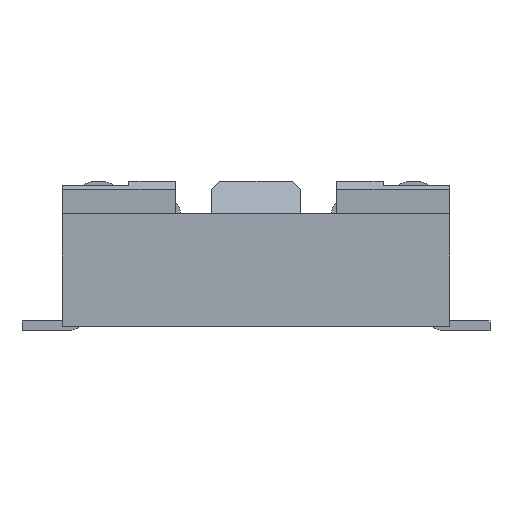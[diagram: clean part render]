
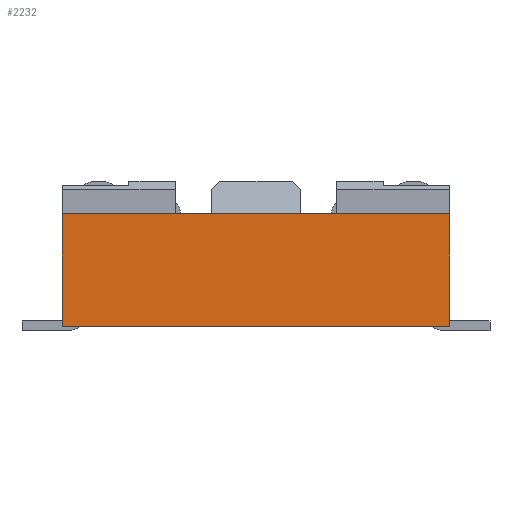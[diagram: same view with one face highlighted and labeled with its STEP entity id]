
A CAD part, left-side view. The second image highlights one B-rep face of the part: STEP entity #2232.
In plain terms, the highlighted planar face has unit normal (-1, 0, 0).
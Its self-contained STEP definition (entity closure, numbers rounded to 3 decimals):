
#400 = ORIENTED_EDGE ( 'NONE', *, *, #8886, .F. ) ;
#401 = ORIENTED_EDGE ( 'NONE', *, *, #8934, .F. ) ;
#402 = ORIENTED_EDGE ( 'NONE', *, *, #9044, .T. ) ;
#403 = ORIENTED_EDGE ( 'NONE', *, *, #8956, .T. ) ;
#1301 = CARTESIAN_POINT ( 'NONE',  ( -4., -2.4, 1.45 ) ) ;
#1302 = DIRECTION ( 'NONE',  ( 0., 1., 0. ) ) ;
#1736 = LINE ( 'NONE', #8257, #1738 ) ;
#1738 = VECTOR ( 'NONE', #8258, 1000. ) ;
#2232 = ADVANCED_FACE ( 'NONE', ( #6724 ), #6207, .T. ) ;
#4042 = CARTESIAN_POINT ( 'NONE',  ( -4., -2.4, 1.45 ) ) ;
#4043 = DIRECTION ( 'NONE',  ( 0., 0., -1. ) ) ;
#4086 = CARTESIAN_POINT ( 'NONE',  ( -4., 2.4, 1.45 ) ) ;
#4087 = DIRECTION ( 'NONE',  ( 0., 0., -1. ) ) ;
#6207 = PLANE ( 'NONE',  #9266 ) ;
#6208 = CARTESIAN_POINT ( 'NONE',  ( -4., -2.4, 1.45 ) ) ;
#6209 = DIRECTION ( 'NONE',  ( -1., 0., 0. ) ) ;
#6210 = DIRECTION ( 'NONE',  ( 0., -1., 0. ) ) ;
#6724 = FACE_OUTER_BOUND ( 'NONE', #8012, .T. ) ;
#7274 = LINE ( 'NONE', #4042, #7275 ) ;
#7275 = VECTOR ( 'NONE', #4043, 1000. ) ;
#7318 = LINE ( 'NONE', #4086, #7319 ) ;
#7319 = VECTOR ( 'NONE', #4087, 1000. ) ;
#7479 = LINE ( 'NONE', #1301, #7480 ) ;
#7480 = VECTOR ( 'NONE', #1302, 1000. ) ;
#7650 = CARTESIAN_POINT ( 'NONE',  ( -4., -2.4, 0.05 ) ) ;
#7651 = CARTESIAN_POINT ( 'NONE',  ( -4., 2.4, 0.05 ) ) ;
#8012 = EDGE_LOOP ( 'NONE', ( #400, #401, #402, #403 ) ) ;
#8257 = CARTESIAN_POINT ( 'NONE',  ( -4., -2.4, 0.05 ) ) ;
#8258 = DIRECTION ( 'NONE',  ( 0., 1., 0. ) ) ;
#8886 = EDGE_CURVE ( 'NONE', #11652, #11653, #1736, .T. ) ;
#8934 = EDGE_CURVE ( 'NONE', #9678, #11652, #7274, .T. ) ;
#8956 = EDGE_CURVE ( 'NONE', #9676, #11653, #7318, .T. ) ;
#9044 = EDGE_CURVE ( 'NONE', #9678, #9676, #7479, .T. ) ;
#9266 = AXIS2_PLACEMENT_3D ( 'NONE', #6208, #6209, #6210 ) ;
#9676 = VERTEX_POINT ( 'NONE', #11740 ) ;
#9678 = VERTEX_POINT ( 'NONE', #11742 ) ;
#11652 = VERTEX_POINT ( 'NONE', #7650 ) ;
#11653 = VERTEX_POINT ( 'NONE', #7651 ) ;
#11740 = CARTESIAN_POINT ( 'NONE',  ( -4., 2.4, 1.45 ) ) ;
#11742 = CARTESIAN_POINT ( 'NONE',  ( -4., -2.4, 1.45 ) ) ;
